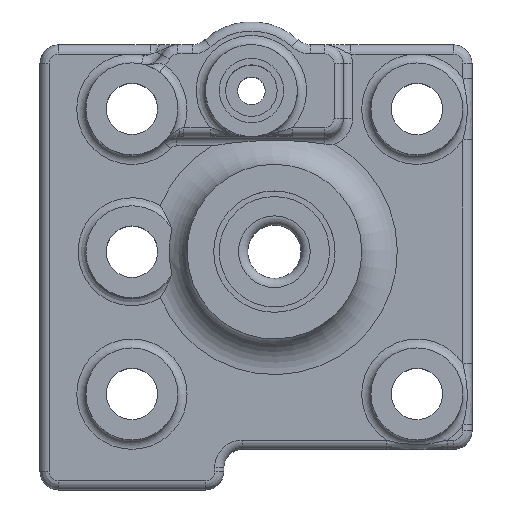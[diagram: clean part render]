
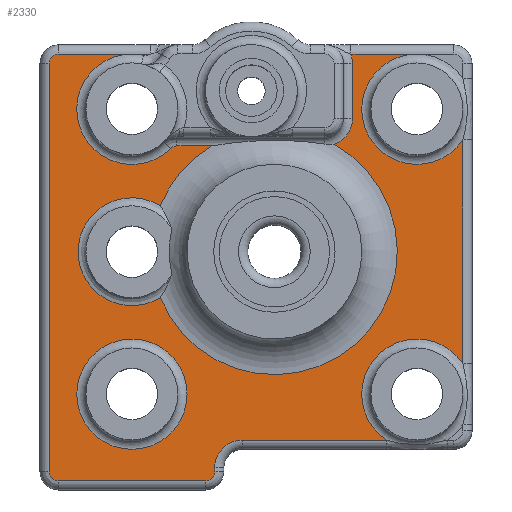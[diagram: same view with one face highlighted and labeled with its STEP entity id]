
A CAD part, top view. The second image highlights one B-rep face of the part: STEP entity #2330.
In plain terms, the highlighted planar face has unit normal (0, 0, 1).
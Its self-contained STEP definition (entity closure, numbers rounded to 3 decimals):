
#98=FACE_BOUND('',#679,.T.);
#124=PLANE('',#2650);
#161=LINE('',#3716,#258);
#199=LINE('',#4492,#296);
#201=LINE('',#4509,#298);
#202=LINE('',#4526,#299);
#204=LINE('',#4546,#301);
#206=LINE('',#4558,#303);
#213=LINE('',#4726,#310);
#216=LINE('',#4858,#313);
#218=LINE('',#5048,#315);
#258=VECTOR('',#2941,10.);
#296=VECTOR('',#3203,10.);
#298=VECTOR('',#3213,10.);
#299=VECTOR('',#3222,10.);
#301=VECTOR('',#3234,10.);
#303=VECTOR('',#3248,10.);
#310=VECTOR('',#3277,10.);
#313=VECTOR('',#3296,10.);
#315=VECTOR('',#3334,10.);
#509=FACE_OUTER_BOUND('',#678,.T.);
#678=EDGE_LOOP('',(#1989,#1990,#1991,#1992,#1993,#1994,#1995,#1996,#1997,
#1998,#1999,#2000,#2001,#2002,#2003,#2004,#2005,#2006,#2007,#2008,#2009,
#2010,#2011,#2012,#2013));
#679=EDGE_LOOP('',(#2014));
#792=CIRCLE('',#2477,13.373);
#794=CIRCLE('',#2479,13.373);
#797=CIRCLE('',#2482,13.373);
#800=CIRCLE('',#2487,3.);
#875=CIRCLE('',#2599,1.);
#878=CIRCLE('',#2603,1.);
#881=CIRCLE('',#2607,1.);
#885=CIRCLE('',#2613,3.);
#903=CIRCLE('',#2639,6.);
#906=CIRCLE('',#2642,6.);
#908=CIRCLE('',#2645,6.);
#911=CIRCLE('',#2648,6.);
#912=CIRCLE('',#2651,1.);
#913=CIRCLE('',#2652,6.);
#914=CIRCLE('',#2653,3.);
#915=CIRCLE('',#2654,5.866);
#916=CIRCLE('',#2655,6.);
#998=VERTEX_POINT('',#3654);
#1000=VERTEX_POINT('',#3672);
#1003=VERTEX_POINT('',#3685);
#1004=VERTEX_POINT('',#3694);
#1006=VERTEX_POINT('',#3699);
#1009=VERTEX_POINT('',#3714);
#1010=VERTEX_POINT('',#3718);
#1087=VERTEX_POINT('',#4489);
#1088=VERTEX_POINT('',#4491);
#1089=VERTEX_POINT('',#4503);
#1090=VERTEX_POINT('',#4507);
#1091=VERTEX_POINT('',#4519);
#1093=VERTEX_POINT('',#4524);
#1095=VERTEX_POINT('',#4538);
#1097=VERTEX_POINT('',#4544);
#1099=VERTEX_POINT('',#4550);
#1101=VERTEX_POINT('',#4556);
#1110=VERTEX_POINT('',#4719);
#1113=VERTEX_POINT('',#4724);
#1119=VERTEX_POINT('',#4855);
#1120=VERTEX_POINT('',#4857);
#1121=VERTEX_POINT('',#5027);
#1123=VERTEX_POINT('',#5035);
#1125=VERTEX_POINT('',#5043);
#1126=VERTEX_POINT('',#5046);
#1127=VERTEX_POINT('',#5050);
#1225=EDGE_CURVE('',#998,#1000,#792,.T.);
#1229=EDGE_CURVE('',#1003,#1004,#794,.T.);
#1232=EDGE_CURVE('',#1004,#1006,#797,.T.);
#1237=EDGE_CURVE('',#1009,#998,#161,.T.);
#1238=EDGE_CURVE('',#1006,#1010,#800,.T.);
#1374=EDGE_CURVE('',#1087,#1088,#199,.T.);
#1377=EDGE_CURVE('',#1089,#1087,#875,.T.);
#1379=EDGE_CURVE('',#1090,#1089,#201,.T.);
#1381=EDGE_CURVE('',#1091,#1090,#878,.T.);
#1383=EDGE_CURVE('',#1093,#1091,#202,.T.);
#1386=EDGE_CURVE('',#1095,#1093,#881,.T.);
#1389=EDGE_CURVE('',#1097,#1095,#204,.T.);
#1392=EDGE_CURVE('',#1099,#1097,#885,.T.);
#1395=EDGE_CURVE('',#1101,#1099,#206,.T.);
#1413=EDGE_CURVE('',#1113,#1110,#213,.T.);
#1424=EDGE_CURVE('',#1119,#1120,#216,.T.);
#1430=EDGE_CURVE('',#1110,#1121,#903,.T.);
#1433=EDGE_CURVE('',#1121,#1101,#906,.T.);
#1435=EDGE_CURVE('',#1120,#1123,#908,.T.);
#1438=EDGE_CURVE('',#1123,#1113,#911,.T.);
#1439=EDGE_CURVE('',#1125,#1009,#912,.T.);
#1440=EDGE_CURVE('',#1088,#1125,#913,.T.);
#1441=EDGE_CURVE('',#1126,#1119,#914,.T.);
#1442=EDGE_CURVE('',#1010,#1126,#218,.T.);
#1443=EDGE_CURVE('',#1000,#1003,#915,.T.);
#1444=EDGE_CURVE('',#1127,#1127,#916,.T.);
#1989=ORIENTED_EDGE('',*,*,#1225,.F.);
#1990=ORIENTED_EDGE('',*,*,#1237,.F.);
#1991=ORIENTED_EDGE('',*,*,#1439,.F.);
#1992=ORIENTED_EDGE('',*,*,#1440,.F.);
#1993=ORIENTED_EDGE('',*,*,#1374,.F.);
#1994=ORIENTED_EDGE('',*,*,#1377,.F.);
#1995=ORIENTED_EDGE('',*,*,#1379,.F.);
#1996=ORIENTED_EDGE('',*,*,#1381,.F.);
#1997=ORIENTED_EDGE('',*,*,#1383,.F.);
#1998=ORIENTED_EDGE('',*,*,#1386,.F.);
#1999=ORIENTED_EDGE('',*,*,#1389,.F.);
#2000=ORIENTED_EDGE('',*,*,#1392,.F.);
#2001=ORIENTED_EDGE('',*,*,#1395,.F.);
#2002=ORIENTED_EDGE('',*,*,#1433,.F.);
#2003=ORIENTED_EDGE('',*,*,#1430,.F.);
#2004=ORIENTED_EDGE('',*,*,#1413,.F.);
#2005=ORIENTED_EDGE('',*,*,#1438,.F.);
#2006=ORIENTED_EDGE('',*,*,#1435,.F.);
#2007=ORIENTED_EDGE('',*,*,#1424,.F.);
#2008=ORIENTED_EDGE('',*,*,#1441,.F.);
#2009=ORIENTED_EDGE('',*,*,#1442,.F.);
#2010=ORIENTED_EDGE('',*,*,#1238,.F.);
#2011=ORIENTED_EDGE('',*,*,#1232,.F.);
#2012=ORIENTED_EDGE('',*,*,#1229,.F.);
#2013=ORIENTED_EDGE('',*,*,#1443,.F.);
#2014=ORIENTED_EDGE('',*,*,#1444,.F.);
#2330=ADVANCED_FACE('',(#509,#98),#124,.T.);
#2477=AXIS2_PLACEMENT_3D('',#3673,#2922,#2923);
#2479=AXIS2_PLACEMENT_3D('',#3695,#2926,#2927);
#2482=AXIS2_PLACEMENT_3D('',#3700,#2932,#2933);
#2487=AXIS2_PLACEMENT_3D('',#3719,#2944,#2945);
#2599=AXIS2_PLACEMENT_3D('',#4505,#3207,#3208);
#2603=AXIS2_PLACEMENT_3D('',#4521,#3216,#3217);
#2607=AXIS2_PLACEMENT_3D('',#4540,#3226,#3227);
#2613=AXIS2_PLACEMENT_3D('',#4552,#3240,#3241);
#2639=AXIS2_PLACEMENT_3D('',#5028,#3304,#3305);
#2642=AXIS2_PLACEMENT_3D('',#5032,#3310,#3311);
#2645=AXIS2_PLACEMENT_3D('',#5036,#3316,#3317);
#2648=AXIS2_PLACEMENT_3D('',#5040,#3322,#3323);
#2650=AXIS2_PLACEMENT_3D('',#5042,#3326,#3327);
#2651=AXIS2_PLACEMENT_3D('',#5044,#3328,#3329);
#2652=AXIS2_PLACEMENT_3D('',#5045,#3330,#3331);
#2653=AXIS2_PLACEMENT_3D('',#5047,#3332,#3333);
#2654=AXIS2_PLACEMENT_3D('',#5049,#3335,#3336);
#2655=AXIS2_PLACEMENT_3D('',#5051,#3337,#3338);
#2922=DIRECTION('center_axis',(0.,0.,1.));
#2923=DIRECTION('ref_axis',(-0.658,0.753,0.));
#2926=DIRECTION('center_axis',(0.,0.,1.));
#2927=DIRECTION('ref_axis',(-0.658,0.753,0.));
#2932=DIRECTION('center_axis',(0.,0.,1.));
#2933=DIRECTION('ref_axis',(-0.658,0.753,0.));
#2941=DIRECTION('',(1.,0.,0.));
#2944=DIRECTION('center_axis',(0.,0.,1.));
#2945=DIRECTION('ref_axis',(0.707,-0.707,0.));
#3203=DIRECTION('',(1.,0.,0.));
#3207=DIRECTION('center_axis',(0.,0.,-1.));
#3208=DIRECTION('ref_axis',(-0.707,0.707,0.));
#3213=DIRECTION('',(0.,1.,0.));
#3216=DIRECTION('center_axis',(0.,0.,-1.));
#3217=DIRECTION('ref_axis',(-0.707,-0.707,0.));
#3222=DIRECTION('',(-1.,0.,0.));
#3226=DIRECTION('center_axis',(0.,0.,-1.));
#3227=DIRECTION('ref_axis',(0.707,-0.707,0.));
#3234=DIRECTION('',(0.,-1.,0.));
#3240=DIRECTION('center_axis',(0.,0.,1.));
#3241=DIRECTION('ref_axis',(-0.707,0.707,0.));
#3248=DIRECTION('',(-1.,0.,0.));
#3277=DIRECTION('',(0.,-1.,0.));
#3296=DIRECTION('',(1.,0.,0.));
#3304=DIRECTION('center_axis',(0.,0.,1.));
#3305=DIRECTION('ref_axis',(1.,0.,0.));
#3310=DIRECTION('center_axis',(0.,0.,1.));
#3311=DIRECTION('ref_axis',(1.,0.,0.));
#3316=DIRECTION('center_axis',(0.,0.,1.));
#3317=DIRECTION('ref_axis',(1.,0.,0.));
#3322=DIRECTION('center_axis',(0.,0.,1.));
#3323=DIRECTION('ref_axis',(1.,0.,0.));
#3326=DIRECTION('center_axis',(0.,0.,1.));
#3327=DIRECTION('ref_axis',(1.,0.,0.));
#3328=DIRECTION('center_axis',(0.,0.,-1.));
#3329=DIRECTION('ref_axis',(-0.378,0.926,0.));
#3330=DIRECTION('center_axis',(0.,0.,1.));
#3331=DIRECTION('ref_axis',(-0.96,-0.279,0.));
#3332=DIRECTION('center_axis',(0.,0.,1.));
#3333=DIRECTION('ref_axis',(0.707,0.707,0.));
#3334=DIRECTION('',(0.,1.,0.));
#3335=DIRECTION('center_axis',(0.,0.,1.));
#3336=DIRECTION('ref_axis',(-1.,0.,0.));
#3337=DIRECTION('center_axis',(0.,0.,1.));
#3338=DIRECTION('ref_axis',(1.,0.,0.));
#3654=CARTESIAN_POINT('',(14.675,33.,14.));
#3672=CARTESIAN_POINT('',(9.091,26.486,14.));
#3673=CARTESIAN_POINT('Origin',(21.5,21.5,14.));
#3685=CARTESIAN_POINT('',(9.091,16.514,14.));
#3694=CARTESIAN_POINT('',(30.299,11.429,14.));
#3695=CARTESIAN_POINT('Origin',(21.5,21.5,14.));
#3699=CARTESIAN_POINT('',(28.017,33.178,14.));
#3700=CARTESIAN_POINT('Origin',(21.5,21.5,14.));
#3714=CARTESIAN_POINT('',(10.899,33.,14.));
#3716=CARTESIAN_POINT('',(19.25,33.,14.));
#3718=CARTESIAN_POINT('',(30.,36.,14.));
#3719=CARTESIAN_POINT('Origin',(27.,36.,14.));
#4489=CARTESIAN_POINT('',(-2.,43.,14.));
#4491=CARTESIAN_POINT('',(6.,43.,14.));
#4492=CARTESIAN_POINT('',(31.25,43.,14.));
#4503=CARTESIAN_POINT('',(-3.,42.,14.));
#4505=CARTESIAN_POINT('Origin',(-2.,42.,14.));
#4507=CARTESIAN_POINT('',(-3.,-2.4,14.));
#4509=CARTESIAN_POINT('',(-3.,33.125,14.));
#4519=CARTESIAN_POINT('',(-2.,-3.4,14.));
#4521=CARTESIAN_POINT('Origin',(-2.,-2.4,14.));
#4524=CARTESIAN_POINT('',(14.,-3.4,14.));
#4526=CARTESIAN_POINT('',(12.75,-3.4,14.));
#4538=CARTESIAN_POINT('',(15.,-2.4,14.));
#4540=CARTESIAN_POINT('Origin',(14.,-2.4,14.));
#4544=CARTESIAN_POINT('',(15.,-2.,14.));
#4546=CARTESIAN_POINT('',(15.,11.625,14.));
#4550=CARTESIAN_POINT('',(18.,1.,14.));
#4552=CARTESIAN_POINT('Origin',(18.,-2.,14.));
#4556=CARTESIAN_POINT('',(33.683,1.,14.));
#4558=CARTESIAN_POINT('',(7.75,1.,14.));
#4719=CARTESIAN_POINT('',(42.,9.317,14.));
#4724=CARTESIAN_POINT('',(42.,33.683,14.));
#4726=CARTESIAN_POINT('',(42.,11.625,14.));
#4855=CARTESIAN_POINT('',(29.828,43.,14.));
#4857=CARTESIAN_POINT('',(37.,43.,14.));
#4858=CARTESIAN_POINT('',(24.25,43.,14.));
#5027=CARTESIAN_POINT('',(31.,6.,14.));
#5028=CARTESIAN_POINT('Origin',(37.,6.,14.));
#5032=CARTESIAN_POINT('Origin',(37.,6.,14.));
#5035=CARTESIAN_POINT('',(31.,37.,14.));
#5036=CARTESIAN_POINT('Origin',(37.,37.,14.));
#5040=CARTESIAN_POINT('Origin',(37.,37.,14.));
#5042=CARTESIAN_POINT('Origin',(19.5,23.25,14.));
#5043=CARTESIAN_POINT('',(10.199,32.714,14.));
#5044=CARTESIAN_POINT('Origin',(10.899,32.,14.));
#5045=CARTESIAN_POINT('Origin',(6.,37.,14.));
#5046=CARTESIAN_POINT('',(30.,42.,14.));
#5047=CARTESIAN_POINT('Origin',(27.,42.,14.));
#5048=CARTESIAN_POINT('',(30.,28.625,14.));
#5049=CARTESIAN_POINT('Origin',(6.,21.5,14.));
#5050=CARTESIAN_POINT('',(0.,6.,14.));
#5051=CARTESIAN_POINT('Origin',(6.,6.,14.));
